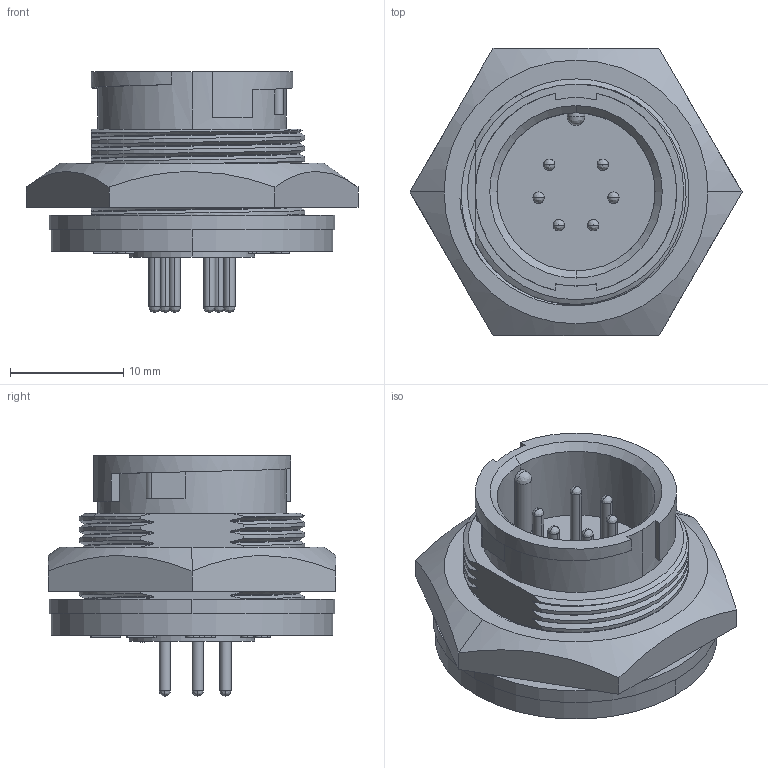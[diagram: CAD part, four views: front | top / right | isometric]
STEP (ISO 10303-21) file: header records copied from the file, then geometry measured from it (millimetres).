
FILE_DESCRIPTION (( 'STEP AP203' ), '1' );
FILE_NAME ('4281-6PG-300.STEP', '2018-08-10T16:38:31', ( '' ), ( '' ), 'SwSTEP 2.0', 'SolidWorks 2017', '' );
FILE_SCHEMA (( 'CONFIG_CONTROL_DESIGN' ));
Length unit declared in the file: inch
Products named in the file (1): 4281-6PG-300
Bounding box: 29.33 x 25.4 x 21.26 mm (x, y, z)
Volume: 4818.6 mm3; surface area: 4035.3 mm2
Topology: 2 solids, 2 shells, 342 faces, 915 edges, 605 vertices
Faces by surface type: plane 128, bspline 122, cylinder 86, cone 6
Entity records: 19968 total; most frequent: CARTESIAN_POINT 12362, ORIENTED_EDGE 1826, DIRECTION 1185, EDGE_CURVE 913, VERTEX_POINT 605, VECTOR 443, LINE 443, EDGE_LOOP 374
